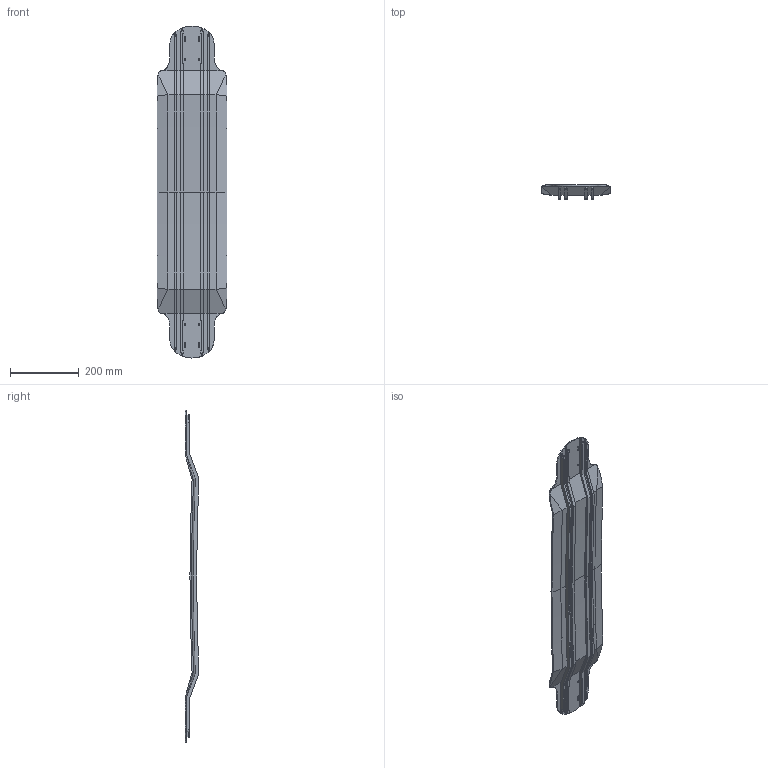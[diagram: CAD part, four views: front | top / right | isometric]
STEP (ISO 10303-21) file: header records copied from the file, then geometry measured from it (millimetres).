
FILE_DESCRIPTION (( 'STEP AP214' ), '1' );
FILE_NAME ('Beercan Boards 38in with concave.STEP', '2021-09-17T21:02:31', ( '' ), ( '' ), 'SwSTEP 2.0', 'SolidWorks 2019', '' );
FILE_SCHEMA (( 'AUTOMOTIVE_DESIGN' ));
Length unit declared in the file: millimetre
Products named in the file (1): Beercan Boards 38in with concave
Bounding box: 203 x 40 x 965.15 mm (x, y, z)
Volume: 820752.2 mm3; surface area: 473915.1 mm2
Topology: 1 solids, 1 shells, 224 faces, 660 edges, 438 vertices
Faces by surface type: plane 116, cylinder 72, bspline 28, cone 8
Entity records: 8306 total; most frequent: CARTESIAN_POINT 2591, ORIENTED_EDGE 1320, DIRECTION 1034, EDGE_CURVE 660, VERTEX_POINT 438, AXIS2_PLACEMENT_3D 357, VECTOR 320, LINE 320
